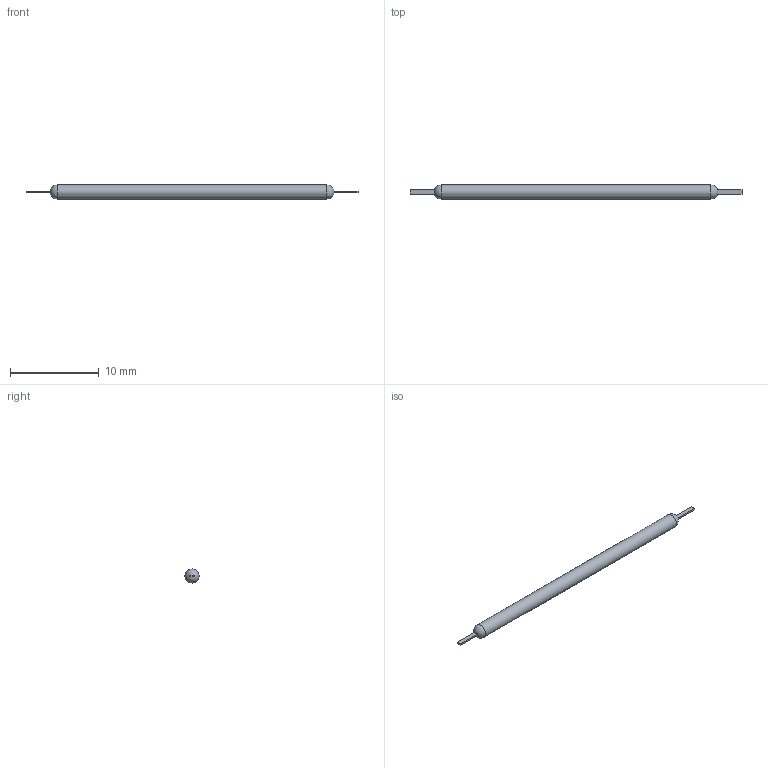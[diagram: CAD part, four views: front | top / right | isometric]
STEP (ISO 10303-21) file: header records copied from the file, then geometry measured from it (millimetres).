
FILE_DESCRIPTION(('FreeCAD Model'),'2;1');
FILE_NAME('filament-led.step', '2020-10-04T09:30:25',('Author'),(''), 'Open CASCADE STEP processor 7.4','FreeCAD','Unknown');
FILE_SCHEMA(('AUTOMOTIVE_DESIGN { 1 0 10303 214 1 1 1 1 }'));
Length unit declared in the file: millimetre
Products named in the file (3): Unnamed; Cut; Fusion
Assembly tree (2 placements, depth 2):
  Unnamed
    Cut
    Fusion
Bounding box: 37.4 x 1.6 x 1.6 mm (x, y, z)
Volume: 63.8 mm3; surface area: 168.9 mm2
Topology: 3 solids, 3 shells, 15 faces, 33 edges, 20 vertices
Faces by surface type: plane 10, sphere 4, cylinder 1
Full cylindrical faces by diameter (mm): 1.6 x1
Entity records: 850 total; most frequent: CARTESIAN_POINT 149, DIRECTION 127, LINE 59, VECTOR 59, ORIENTED_EDGE 58, PCURVE 58, DEFINITIONAL_REPRESENTATION 58, AXIS2_PLACEMENT_3D 30
